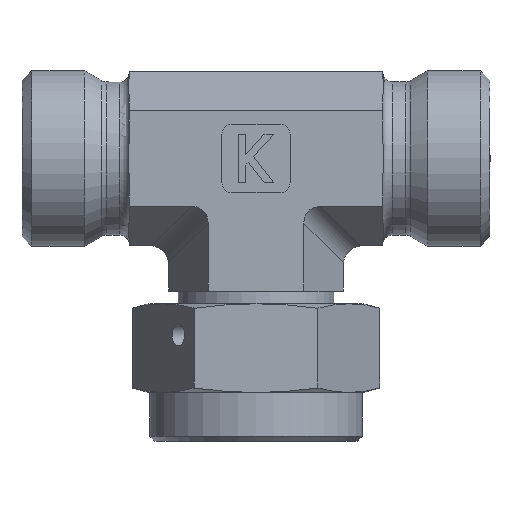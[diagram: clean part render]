
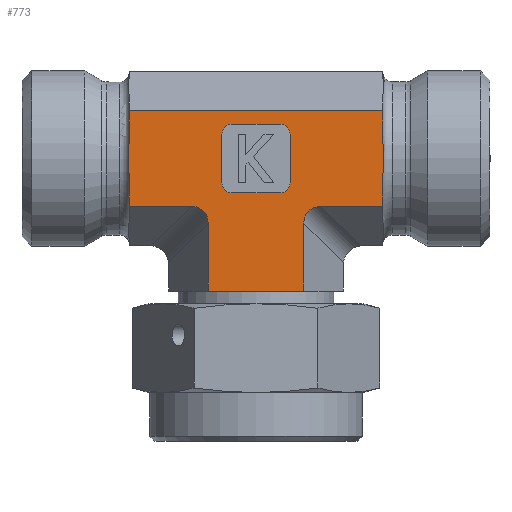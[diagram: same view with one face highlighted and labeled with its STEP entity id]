
A CAD part, left-side view. The second image highlights one B-rep face of the part: STEP entity #773.
In plain terms, the highlighted planar face has unit normal (-1, 0, 0).
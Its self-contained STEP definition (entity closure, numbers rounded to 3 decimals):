
#532=CARTESIAN_POINT('',(-27.685,4.636,0.9));
#533=VERTEX_POINT('',#532);
#540=CARTESIAN_POINT('',(-27.685,14.451,0.9));
#541=VERTEX_POINT('',#540);
#542=CARTESIAN_POINT('',(-27.685,14.451,0.9));
#543=DIRECTION('',(0.0,-1.0,0.0));
#544=VECTOR('',#543,9.815);
#545=LINE('',#542,#544);
#546=EDGE_CURVE('',#541,#533,#545,.T.);
#576=CARTESIAN_POINT('',(-27.685,4.636,0.0));
#577=DIRECTION('',(-1.0,0.0,0.0));
#578=DIRECTION('',(0.0,0.0,1.0));
#579=AXIS2_PLACEMENT_3D('',#576,#577,#578);
#580=PLANE('',#579);
#581=ORIENTED_EDGE('',*,*,#546,.T.);
#582=CARTESIAN_POINT('',(-27.685,4.636,7.86));
#583=VERTEX_POINT('',#582);
#584=CARTESIAN_POINT('',(-27.685,4.636,0.9));
#585=DIRECTION('',(0.0,0.0,1.0));
#586=VECTOR('',#585,6.96);
#587=LINE('',#584,#586);
#588=EDGE_CURVE('',#533,#583,#587,.T.);
#589=ORIENTED_EDGE('',*,*,#588,.T.);
#590=CARTESIAN_POINT('',(-27.685,2.904,9.593));
#591=VERTEX_POINT('',#590);
#592=CARTESIAN_POINT('',(-27.685,2.327,7.283));
#593=DIRECTION('',(-1.0,0.0,0.0));
#594=DIRECTION('',(0.0,0.707,0.707));
#595=AXIS2_PLACEMENT_3D('',#592,#593,#594);
#596=ELLIPSE('',#595,2.582,2.0);
#597=EDGE_CURVE('',#591,#583,#596,.T.);
#598=ORIENTED_EDGE('',*,*,#597,.F.);
#599=CARTESIAN_POINT('',(-27.685,-3.456,9.593));
#600=VERTEX_POINT('',#599);
#601=CARTESIAN_POINT('',(-27.685,2.904,9.593));
#602=DIRECTION('',(0.0,-1.0,0.0));
#603=VECTOR('',#602,6.36);
#604=LINE('',#601,#603);
#605=EDGE_CURVE('',#591,#600,#604,.T.);
#606=ORIENTED_EDGE('',*,*,#605,.T.);
#607=CARTESIAN_POINT('',(-27.685,-3.456,12.036));
#608=VERTEX_POINT('',#607);
#609=CARTESIAN_POINT('',(-27.685,-3.456,9.593));
#610=DIRECTION('',(0.0,0.0,1.0));
#611=VECTOR('',#610,2.443);
#612=LINE('',#609,#611);
#613=EDGE_CURVE('',#600,#608,#612,.T.);
#614=ORIENTED_EDGE('',*,*,#613,.T.);
#615=CARTESIAN_POINT('',(-27.685,-3.456,16.964));
#616=VERTEX_POINT('',#615);
#617=CARTESIAN_POINT('',(-27.685,-3.456,12.036));
#618=CARTESIAN_POINT('',(-27.685,-3.456,12.269));
#619=CARTESIAN_POINT('',(-27.685,-3.464,12.548));
#620=CARTESIAN_POINT('',(-27.685,-3.491,13.318));
#621=CARTESIAN_POINT('',(-27.685,-3.519,13.962));
#622=CARTESIAN_POINT('',(-27.685,-3.519,15.038));
#623=CARTESIAN_POINT('',(-27.685,-3.491,15.682));
#624=CARTESIAN_POINT('',(-27.685,-3.464,16.452));
#625=CARTESIAN_POINT('',(-27.685,-3.456,16.731));
#626=CARTESIAN_POINT('',(-27.685,-3.456,16.964));
#627=B_SPLINE_CURVE_WITH_KNOTS('',3,(#617,#618,#619,#620,#621,#622,#623,#624,#625,#626),.UNSPECIFIED.,.F.,.U.,(4,2,2,2,4),(0.782,0.852,1.013,1.174,1.244),.UNSPECIFIED.);
#628=EDGE_CURVE('',#608,#616,#627,.T.);
#629=ORIENTED_EDGE('',*,*,#628,.T.);
#630=CARTESIAN_POINT('',(-27.685,-3.456,19.407));
#631=VERTEX_POINT('',#630);
#632=CARTESIAN_POINT('',(-27.685,-3.456,16.964));
#633=DIRECTION('',(0.0,0.0,1.0));
#634=VECTOR('',#633,2.443);
#635=LINE('',#632,#634);
#636=EDGE_CURVE('',#616,#631,#635,.T.);
#637=ORIENTED_EDGE('',*,*,#636,.T.);
#638=CARTESIAN_POINT('',(-27.685,22.544,19.407));
#639=VERTEX_POINT('',#638);
#640=CARTESIAN_POINT('',(-27.685,22.544,19.407));
#641=DIRECTION('',(0.0,-1.0,0.0));
#642=VECTOR('',#641,26.);
#643=LINE('',#640,#642);
#644=EDGE_CURVE('',#639,#631,#643,.T.);
#645=ORIENTED_EDGE('',*,*,#644,.F.);
#646=CARTESIAN_POINT('',(-27.685,22.544,16.964));
#647=VERTEX_POINT('',#646);
#648=CARTESIAN_POINT('',(-27.685,22.544,19.407));
#649=DIRECTION('',(0.0,0.0,-1.0));
#650=VECTOR('',#649,2.443);
#651=LINE('',#648,#650);
#652=EDGE_CURVE('',#639,#647,#651,.T.);
#653=ORIENTED_EDGE('',*,*,#652,.T.);
#654=CARTESIAN_POINT('',(-27.685,22.544,12.036));
#655=VERTEX_POINT('',#654);
#656=CARTESIAN_POINT('',(-27.685,22.544,16.964));
#657=CARTESIAN_POINT('',(-27.685,22.544,16.731));
#658=CARTESIAN_POINT('',(-27.685,22.551,16.452));
#659=CARTESIAN_POINT('',(-27.685,22.579,15.682));
#660=CARTESIAN_POINT('',(-27.685,22.607,15.038));
#661=CARTESIAN_POINT('',(-27.685,22.607,14.5));
#662=CARTESIAN_POINT('',(-27.685,22.607,13.962));
#663=CARTESIAN_POINT('',(-27.685,22.579,13.318));
#664=CARTESIAN_POINT('',(-27.685,22.551,12.548));
#665=CARTESIAN_POINT('',(-27.685,22.544,12.269));
#666=CARTESIAN_POINT('',(-27.685,22.544,12.036));
#667=B_SPLINE_CURVE_WITH_KNOTS('',3,(#656,#657,#658,#659,#660,#661,#662,#663,#664,#665,#666),.UNSPECIFIED.,.F.,.U.,(4,2,3,2,4),(-0.231,-0.161,0.0,0.161,0.231),.UNSPECIFIED.);
#668=EDGE_CURVE('',#647,#655,#667,.T.);
#669=ORIENTED_EDGE('',*,*,#668,.T.);
#670=CARTESIAN_POINT('',(-27.685,22.544,9.593));
#671=VERTEX_POINT('',#670);
#672=CARTESIAN_POINT('',(-27.685,22.544,12.036));
#673=DIRECTION('',(0.0,0.0,-1.0));
#674=VECTOR('',#673,2.443);
#675=LINE('',#672,#674);
#676=EDGE_CURVE('',#655,#671,#675,.T.);
#677=ORIENTED_EDGE('',*,*,#676,.T.);
#678=CARTESIAN_POINT('',(-27.685,16.183,9.593));
#679=VERTEX_POINT('',#678);
#680=CARTESIAN_POINT('',(-27.685,16.183,9.593));
#681=DIRECTION('',(0.0,1.0,0.0));
#682=VECTOR('',#681,6.36);
#683=LINE('',#680,#682);
#684=EDGE_CURVE('',#679,#671,#683,.T.);
#685=ORIENTED_EDGE('',*,*,#684,.F.);
#686=CARTESIAN_POINT('',(-27.685,14.451,7.86));
#687=VERTEX_POINT('',#686);
#688=CARTESIAN_POINT('',(-27.685,16.761,7.283));
#689=DIRECTION('',(-1.0,0.0,0.0));
#690=DIRECTION('',(0.0,-0.707,0.707));
#691=AXIS2_PLACEMENT_3D('',#688,#689,#690);
#692=ELLIPSE('',#691,2.582,2.0);
#693=EDGE_CURVE('',#687,#679,#692,.T.);
#694=ORIENTED_EDGE('',*,*,#693,.F.);
#695=CARTESIAN_POINT('',(-27.685,14.451,0.9));
#696=DIRECTION('',(0.0,0.0,1.0));
#697=VECTOR('',#696,6.96);
#698=LINE('',#695,#697);
#699=EDGE_CURVE('',#541,#687,#698,.T.);
#700=ORIENTED_EDGE('',*,*,#699,.F.);
#701=EDGE_LOOP('',(#581,#589,#598,#606,#614,#629,#637,#645,#653,#669,#677,#685,#694,#700));
#702=FACE_OUTER_BOUND('',#701,.T.);
#703=CARTESIAN_POINT('',(-27.685,7.044,11.0));
#704=VERTEX_POINT('',#703);
#705=CARTESIAN_POINT('',(-27.685,12.044,11.0));
#706=VERTEX_POINT('',#705);
#707=CARTESIAN_POINT('',(-27.685,7.044,11.0));
#708=DIRECTION('',(0.0,1.0,0.0));
#709=VECTOR('',#708,5.);
#710=LINE('',#707,#709);
#711=EDGE_CURVE('',#704,#706,#710,.T.);
#712=ORIENTED_EDGE('',*,*,#711,.T.);
#713=CARTESIAN_POINT('',(-27.685,13.044,12.));
#714=VERTEX_POINT('',#713);
#715=CARTESIAN_POINT('',(-27.685,12.044,12.));
#716=DIRECTION('',(-1.0,0.0,0.0));
#717=DIRECTION('',(0.0,0.707,-0.707));
#718=AXIS2_PLACEMENT_3D('',#715,#716,#717);
#719=CIRCLE('',#718,1.0);
#720=EDGE_CURVE('',#714,#706,#719,.T.);
#721=ORIENTED_EDGE('',*,*,#720,.F.);
#722=CARTESIAN_POINT('',(-27.685,13.044,17.0));
#723=VERTEX_POINT('',#722);
#724=CARTESIAN_POINT('',(-27.685,13.044,12.));
#725=DIRECTION('',(0.0,0.0,1.0));
#726=VECTOR('',#725,5.);
#727=LINE('',#724,#726);
#728=EDGE_CURVE('',#714,#723,#727,.T.);
#729=ORIENTED_EDGE('',*,*,#728,.T.);
#730=CARTESIAN_POINT('',(-27.685,12.044,18.0));
#731=VERTEX_POINT('',#730);
#732=CARTESIAN_POINT('',(-27.685,12.044,17.0));
#733=DIRECTION('',(-1.0,0.0,0.0));
#734=DIRECTION('',(0.0,0.707,0.707));
#735=AXIS2_PLACEMENT_3D('',#732,#733,#734);
#736=CIRCLE('',#735,1.0);
#737=EDGE_CURVE('',#731,#723,#736,.T.);
#738=ORIENTED_EDGE('',*,*,#737,.F.);
#739=CARTESIAN_POINT('',(-27.685,7.044,18.0));
#740=VERTEX_POINT('',#739);
#741=CARTESIAN_POINT('',(-27.685,12.044,18.0));
#742=DIRECTION('',(0.0,-1.0,0.0));
#743=VECTOR('',#742,5.0);
#744=LINE('',#741,#743);
#745=EDGE_CURVE('',#731,#740,#744,.T.);
#746=ORIENTED_EDGE('',*,*,#745,.T.);
#747=CARTESIAN_POINT('',(-27.685,6.044,17.0));
#748=VERTEX_POINT('',#747);
#749=CARTESIAN_POINT('',(-27.685,7.044,17.0));
#750=DIRECTION('',(-1.0,0.0,0.0));
#751=DIRECTION('',(0.0,-0.707,0.707));
#752=AXIS2_PLACEMENT_3D('',#749,#750,#751);
#753=CIRCLE('',#752,1.0);
#754=EDGE_CURVE('',#748,#740,#753,.T.);
#755=ORIENTED_EDGE('',*,*,#754,.F.);
#756=CARTESIAN_POINT('',(-27.685,6.044,12.));
#757=VERTEX_POINT('',#756);
#758=CARTESIAN_POINT('',(-27.685,6.044,17.0));
#759=DIRECTION('',(0.0,0.0,-1.0));
#760=VECTOR('',#759,5.);
#761=LINE('',#758,#760);
#762=EDGE_CURVE('',#748,#757,#761,.T.);
#763=ORIENTED_EDGE('',*,*,#762,.T.);
#764=CARTESIAN_POINT('',(-27.685,7.044,12.));
#765=DIRECTION('',(-1.0,0.0,0.0));
#766=DIRECTION('',(0.0,-0.707,-0.707));
#767=AXIS2_PLACEMENT_3D('',#764,#765,#766);
#768=CIRCLE('',#767,1.0);
#769=EDGE_CURVE('',#704,#757,#768,.T.);
#770=ORIENTED_EDGE('',*,*,#769,.F.);
#771=EDGE_LOOP('',(#712,#721,#729,#738,#746,#755,#763,#770));
#772=FACE_BOUND('',#771,.T.);
#773=ADVANCED_FACE('',(#702,#772),#580,.T.);
